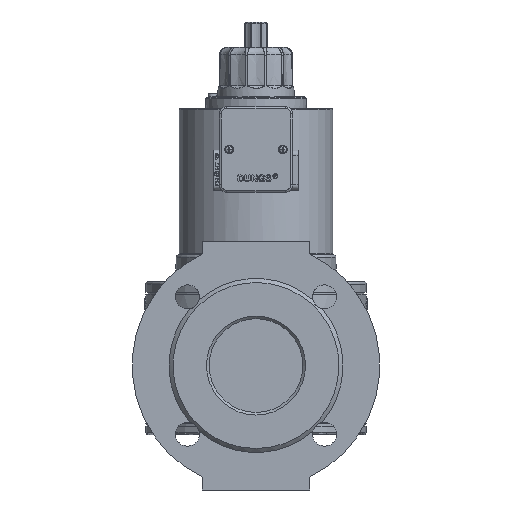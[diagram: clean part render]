
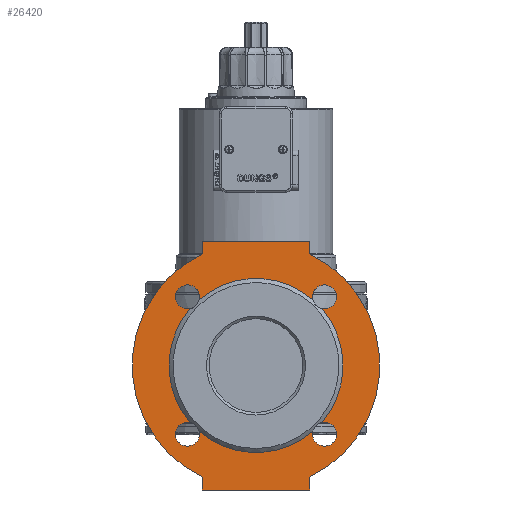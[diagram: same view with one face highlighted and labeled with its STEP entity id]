
A CAD part, left-side view. The second image highlights one B-rep face of the part: STEP entity #26420.
In plain terms, the highlighted planar face has unit normal (-1, 0, 0).
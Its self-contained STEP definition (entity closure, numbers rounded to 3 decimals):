
#2184=FACE_BOUND('',#5847,.T.);
#2961=CIRCLE('',#28162,0.9);
#2963=CIRCLE('',#28165,0.9);
#2965=CIRCLE('',#28168,0.9);
#2967=CIRCLE('',#28171,0.9);
#2971=CIRCLE('',#28177,9.25);
#2972=CIRCLE('',#28178,9.25);
#2973=CIRCLE('',#28179,6.5);
#2974=CIRCLE('',#28180,6.5);
#2975=CIRCLE('',#28181,6.5);
#2976=CIRCLE('',#28182,6.5);
#4220=FACE_OUTER_BOUND('',#5846,.T.);
#5846=EDGE_LOOP('',(#21748,#21749,#21750,#21751,#21752,#21753,#21754,#21755));
#5847=EDGE_LOOP('',(#21756,#21757,#21758,#21759,#21760,#21761,#21762,#21763));
#7799=LINE('',#46944,#9589);
#7800=LINE('',#46946,#9590);
#7801=LINE('',#46948,#9591);
#7802=LINE('',#46952,#9592);
#7803=LINE('',#46954,#9593);
#7804=LINE('',#46955,#9594);
#9589=VECTOR('',#32405,0.96);
#9590=VECTOR('',#32406,8.);
#9591=VECTOR('',#32407,0.96);
#9592=VECTOR('',#32410,0.91);
#9593=VECTOR('',#32411,8.);
#9594=VECTOR('',#32412,0.91);
#11820=VERTEX_POINT('',#46735);
#11821=VERTEX_POINT('',#46736);
#11823=VERTEX_POINT('',#46751);
#11824=VERTEX_POINT('',#46752);
#11826=VERTEX_POINT('',#46767);
#11827=VERTEX_POINT('',#46768);
#11829=VERTEX_POINT('',#46783);
#11830=VERTEX_POINT('',#46784);
#11847=VERTEX_POINT('',#46940);
#11848=VERTEX_POINT('',#46941);
#11849=VERTEX_POINT('',#46943);
#11850=VERTEX_POINT('',#46945);
#11851=VERTEX_POINT('',#46947);
#11852=VERTEX_POINT('',#46949);
#11853=VERTEX_POINT('',#46951);
#11854=VERTEX_POINT('',#46953);
#15307=EDGE_CURVE('',#11821,#11820,#2961,.T.);
#15310=EDGE_CURVE('',#11824,#11823,#2963,.T.);
#15313=EDGE_CURVE('',#11827,#11826,#2965,.T.);
#15316=EDGE_CURVE('',#11830,#11829,#2967,.T.);
#15333=EDGE_CURVE('',#11847,#11848,#2971,.T.);
#15334=EDGE_CURVE('',#11849,#11848,#7799,.T.);
#15335=EDGE_CURVE('',#11850,#11849,#7800,.T.);
#15336=EDGE_CURVE('',#11851,#11850,#7801,.T.);
#15337=EDGE_CURVE('',#11851,#11852,#2972,.T.);
#15338=EDGE_CURVE('',#11853,#11852,#7802,.T.);
#15339=EDGE_CURVE('',#11854,#11853,#7803,.T.);
#15340=EDGE_CURVE('',#11847,#11854,#7804,.T.);
#15341=EDGE_CURVE('',#11827,#11823,#2973,.T.);
#15342=EDGE_CURVE('',#11830,#11826,#2974,.T.);
#15343=EDGE_CURVE('',#11821,#11829,#2975,.T.);
#15344=EDGE_CURVE('',#11824,#11820,#2976,.T.);
#21748=ORIENTED_EDGE('',*,*,#15333,.T.);
#21749=ORIENTED_EDGE('',*,*,#15334,.F.);
#21750=ORIENTED_EDGE('',*,*,#15335,.F.);
#21751=ORIENTED_EDGE('',*,*,#15336,.F.);
#21752=ORIENTED_EDGE('',*,*,#15337,.T.);
#21753=ORIENTED_EDGE('',*,*,#15338,.F.);
#21754=ORIENTED_EDGE('',*,*,#15339,.F.);
#21755=ORIENTED_EDGE('',*,*,#15340,.F.);
#21756=ORIENTED_EDGE('',*,*,#15341,.F.);
#21757=ORIENTED_EDGE('',*,*,#15313,.T.);
#21758=ORIENTED_EDGE('',*,*,#15342,.F.);
#21759=ORIENTED_EDGE('',*,*,#15316,.T.);
#21760=ORIENTED_EDGE('',*,*,#15343,.F.);
#21761=ORIENTED_EDGE('',*,*,#15307,.T.);
#21762=ORIENTED_EDGE('',*,*,#15344,.F.);
#21763=ORIENTED_EDGE('',*,*,#15310,.T.);
#25254=PLANE('',#28176);
#26420=ADVANCED_FACE('',(#4220,#2184),#25254,.F.);
#28162=AXIS2_PLACEMENT_3D('',#46747,#32371,#32372);
#28165=AXIS2_PLACEMENT_3D('',#46763,#32377,#32378);
#28168=AXIS2_PLACEMENT_3D('',#46779,#32383,#32384);
#28171=AXIS2_PLACEMENT_3D('',#46795,#32389,#32390);
#28176=AXIS2_PLACEMENT_3D('',#46939,#32401,#32402);
#28177=AXIS2_PLACEMENT_3D('',#46942,#32403,#32404);
#28178=AXIS2_PLACEMENT_3D('',#46950,#32408,#32409);
#28179=AXIS2_PLACEMENT_3D('',#46956,#32413,#32414);
#28180=AXIS2_PLACEMENT_3D('',#46957,#32415,#32416);
#28181=AXIS2_PLACEMENT_3D('',#46958,#32417,#32418);
#28182=AXIS2_PLACEMENT_3D('',#46959,#32419,#32420);
#32371=DIRECTION('center_axis',(1.,0.,0.));
#32372=DIRECTION('ref_axis',(0.,0.,-1.));
#32377=DIRECTION('center_axis',(1.,0.,0.));
#32378=DIRECTION('ref_axis',(0.,0.,-1.));
#32383=DIRECTION('center_axis',(1.,0.,0.));
#32384=DIRECTION('ref_axis',(0.,0.,-1.));
#32389=DIRECTION('center_axis',(1.,0.,0.));
#32390=DIRECTION('ref_axis',(0.,0.,-1.));
#32401=DIRECTION('center_axis',(1.,0.,0.));
#32402=DIRECTION('ref_axis',(0.,0.,-1.));
#32403=DIRECTION('center_axis',(-1.,0.,0.));
#32404=DIRECTION('ref_axis',(0.,0.,1.));
#32405=DIRECTION('',(0.,0.,1.));
#32406=DIRECTION('',(0.,1.,0.));
#32407=DIRECTION('',(0.,0.,-1.));
#32408=DIRECTION('center_axis',(-1.,0.,0.));
#32409=DIRECTION('ref_axis',(0.,0.,1.));
#32410=DIRECTION('',(0.,0.,-1.));
#32411=DIRECTION('',(0.,-1.,0.));
#32412=DIRECTION('',(0.,0.,1.));
#32413=DIRECTION('center_axis',(-1.,0.,0.));
#32414=DIRECTION('ref_axis',(0.,0.,1.));
#32415=DIRECTION('center_axis',(-1.,0.,0.));
#32416=DIRECTION('ref_axis',(0.,0.,1.));
#32417=DIRECTION('center_axis',(-1.,0.,0.));
#32418=DIRECTION('ref_axis',(0.,0.,1.));
#32419=DIRECTION('center_axis',(-1.,0.,0.));
#32420=DIRECTION('ref_axis',(0.,0.,1.));
#46735=CARTESIAN_POINT('',(-14.2,-4.251,-5.242));
#46736=CARTESIAN_POINT('',(-14.2,-4.917,-4.576));
#46747=CARTESIAN_POINT('Origin',(-14.2,-5.127,-5.452));
#46751=CARTESIAN_POINT('',(-14.2,4.917,-4.576));
#46752=CARTESIAN_POINT('',(-14.2,4.251,-5.242));
#46763=CARTESIAN_POINT('Origin',(-14.2,5.127,-5.452));
#46767=CARTESIAN_POINT('',(-14.2,4.251,4.592));
#46768=CARTESIAN_POINT('',(-14.2,4.917,3.926));
#46779=CARTESIAN_POINT('Origin',(-14.2,5.127,4.802));
#46783=CARTESIAN_POINT('',(-14.2,-4.917,3.926));
#46784=CARTESIAN_POINT('',(-14.2,-4.251,4.592));
#46795=CARTESIAN_POINT('Origin',(-14.2,-5.127,4.802));
#46939=CARTESIAN_POINT('Origin',(-14.2,0.,7.55));
#46940=CARTESIAN_POINT('',(-14.2,4.,8.015));
#46941=CARTESIAN_POINT('',(-14.2,4.,-8.665));
#46942=CARTESIAN_POINT('Origin',(-14.2,0.,-0.325));
#46943=CARTESIAN_POINT('',(-14.2,4.,-9.625));
#46944=CARTESIAN_POINT('',(-14.2,4.,-9.625));
#46945=CARTESIAN_POINT('',(-14.2,-4.,-9.625));
#46946=CARTESIAN_POINT('',(-14.2,-4.,-9.625));
#46947=CARTESIAN_POINT('',(-14.2,-4.,-8.665));
#46948=CARTESIAN_POINT('',(-14.2,-4.,-8.665));
#46949=CARTESIAN_POINT('',(-14.2,-4.,8.015));
#46950=CARTESIAN_POINT('Origin',(-14.2,0.,-0.325));
#46951=CARTESIAN_POINT('',(-14.2,-4.,8.925));
#46952=CARTESIAN_POINT('',(-14.2,-4.,8.925));
#46953=CARTESIAN_POINT('',(-14.2,4.,8.925));
#46954=CARTESIAN_POINT('',(-14.2,4.,8.925));
#46955=CARTESIAN_POINT('',(-14.2,4.,8.015));
#46956=CARTESIAN_POINT('Origin',(-14.2,0.,-0.325));
#46957=CARTESIAN_POINT('Origin',(-14.2,0.,-0.325));
#46958=CARTESIAN_POINT('Origin',(-14.2,0.,-0.325));
#46959=CARTESIAN_POINT('Origin',(-14.2,0.,-0.325));
